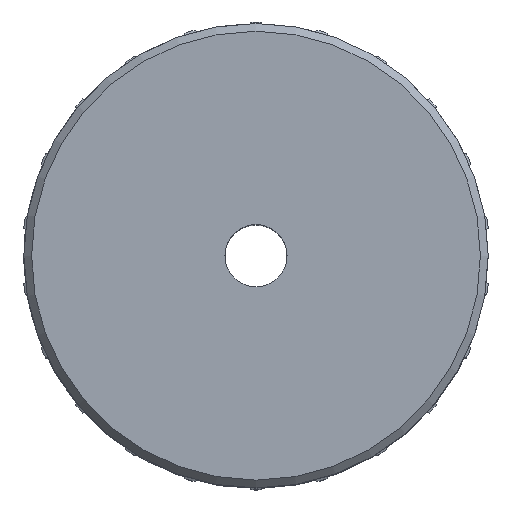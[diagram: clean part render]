
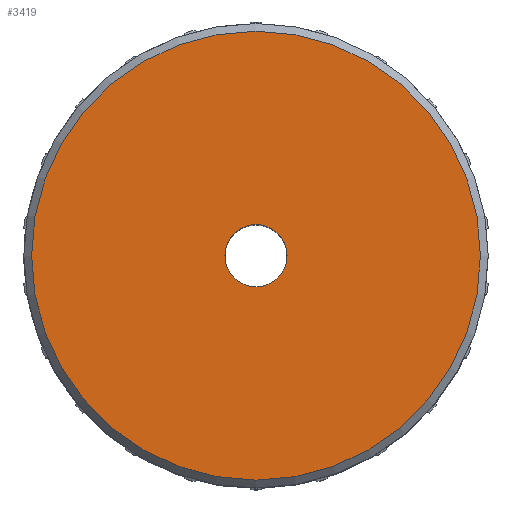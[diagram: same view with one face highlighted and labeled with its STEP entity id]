
A CAD part, top view. The second image highlights one B-rep face of the part: STEP entity #3419.
In plain terms, the highlighted planar face has unit normal (0, 0, 1).
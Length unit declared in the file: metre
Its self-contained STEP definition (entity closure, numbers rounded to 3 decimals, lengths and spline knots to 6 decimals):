
#36=PLANE('',#3876);
#373=CIRCLE('',#3530,0.001594);
#579=CIRCLE('',#3875,0.011514);
#1504=ORIENTED_EDGE('',*,*,#1785,.F.);
#1505=ORIENTED_EDGE('',*,*,#2211,.T.);
#1785=EDGE_CURVE('',#2329,#2329,#373,.T.);
#2211=EDGE_CURVE('',#2601,#2601,#579,.T.);
#2329=VERTEX_POINT('',#5305);
#2601=VERTEX_POINT('',#6538);
#2955=EDGE_LOOP('',(#1504));
#2956=EDGE_LOOP('',(#1505));
#3165=FACE_BOUND('',#2955,.T.);
#3166=FACE_BOUND('',#2956,.T.);
#3419=ADVANCED_FACE('',(#3165,#3166),#36,.F.);
#3530=AXIS2_PLACEMENT_3D('',#5304,#4072,#4073);
#3875=AXIS2_PLACEMENT_3D('',#6537,#4850,#4851);
#3876=AXIS2_PLACEMENT_3D('',#6539,#4852,#4853);
#4072=DIRECTION('',(0.,0.,1.));
#4073=DIRECTION('',(1.,0.,0.));
#4850=DIRECTION('',(0.,0.,1.));
#4851=DIRECTION('',(1.,0.,0.));
#4852=DIRECTION('',(0.,0.,-1.));
#4853=DIRECTION('',(-1.,0.,0.));
#5304=CARTESIAN_POINT('',(0.,0.,0.009207));
#5305=CARTESIAN_POINT('',(0.001594,0.,0.009207));
#6537=CARTESIAN_POINT('',(0.,0.,0.009207));
#6538=CARTESIAN_POINT('',(0.011514,0.,0.009207));
#6539=CARTESIAN_POINT('',(0.006554,0.,0.009207));
